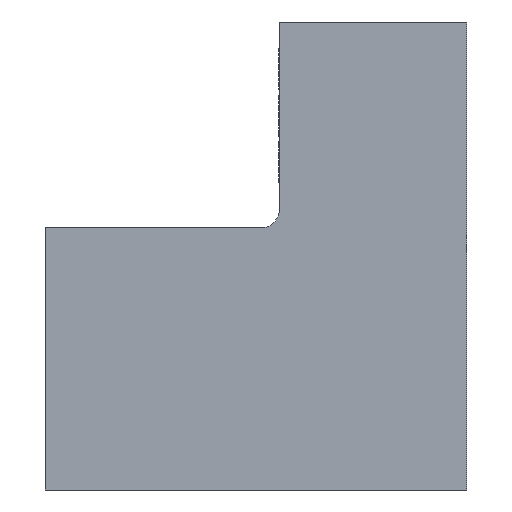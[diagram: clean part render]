
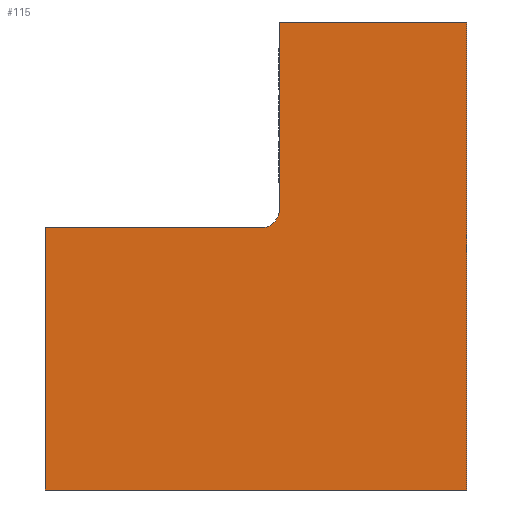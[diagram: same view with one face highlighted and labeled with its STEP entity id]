
A CAD part, left-side view. The second image highlights one B-rep face of the part: STEP entity #115.
In plain terms, the highlighted planar face has unit normal (-1, 0, 0).
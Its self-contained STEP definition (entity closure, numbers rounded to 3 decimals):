
#115 = ADVANCED_FACE( '', ( #237 ), #238, .F. );
#237 = FACE_OUTER_BOUND( '', #359, .T. );
#238 = PLANE( '', #360 );
#359 = EDGE_LOOP( '', ( #588, #589, #590, #591, #592, #593, #594 ) );
#360 = AXIS2_PLACEMENT_3D( '', #595, #596, #597 );
#588 = ORIENTED_EDGE( '', *, *, #602, .F. );
#589 = ORIENTED_EDGE( '', *, *, #606, .T. );
#590 = ORIENTED_EDGE( '', *, *, #618, .F. );
#591 = ORIENTED_EDGE( '', *, *, #624, .F. );
#592 = ORIENTED_EDGE( '', *, *, #626, .F. );
#593 = ORIENTED_EDGE( '', *, *, #632, .F. );
#594 = ORIENTED_EDGE( '', *, *, #634, .F. );
#595 = CARTESIAN_POINT( '', ( 0., 22., 30. ) );
#596 = DIRECTION( '', ( 1., 0., 0. ) );
#597 = DIRECTION( '', ( 0., 0., -1. ) );
#602 = EDGE_CURVE( '', #663, #664, #665, .T. );
#606 = EDGE_CURVE( '', #663, #671, #672, .T. );
#618 = EDGE_CURVE( '', #693, #671, #694, .T. );
#624 = EDGE_CURVE( '', #704, #693, #705, .T. );
#626 = EDGE_CURVE( '', #707, #704, #708, .T. );
#632 = EDGE_CURVE( '', #718, #707, #719, .T. );
#634 = EDGE_CURVE( '', #664, #718, #721, .T. );
#663 = VERTEX_POINT( '', #770 );
#664 = VERTEX_POINT( '', #771 );
#665 = LINE( '', #772, #773 );
#671 = VERTEX_POINT( '', #782 );
#672 = CIRCLE( '', #783, 2. );
#693 = VERTEX_POINT( '', #810 );
#694 = LINE( '', #811, #812 );
#704 = VERTEX_POINT( '', #823 );
#705 = LINE( '', #824, #825 );
#707 = VERTEX_POINT( '', #828 );
#708 = LINE( '', #829, #830 );
#718 = VERTEX_POINT( '', #841 );
#719 = LINE( '', #842, #843 );
#721 = LINE( '', #846, #847 );
#770 = CARTESIAN_POINT( '', ( 0., 20., 30. ) );
#771 = CARTESIAN_POINT( '', ( 0., 20., 50. ) );
#772 = CARTESIAN_POINT( '', ( 0., 20., 30. ) );
#773 = VECTOR( '', #900, 1000. );
#782 = CARTESIAN_POINT( '', ( 0., 22., 28. ) );
#783 = AXIS2_PLACEMENT_3D( '', #904, #905, #906 );
#810 = CARTESIAN_POINT( '', ( 0., 45., 28. ) );
#811 = CARTESIAN_POINT( '', ( 0., 45., 28. ) );
#812 = VECTOR( '', #928, 1000. );
#823 = CARTESIAN_POINT( '', ( 0., 45., 0. ) );
#824 = CARTESIAN_POINT( '', ( 0., 45., 0. ) );
#825 = VECTOR( '', #942, 1000. );
#828 = CARTESIAN_POINT( '', ( 0., 0., 0. ) );
#829 = CARTESIAN_POINT( '', ( 0., 0., 0. ) );
#830 = VECTOR( '', #944, 1000. );
#841 = CARTESIAN_POINT( '', ( 0., 0., 50. ) );
#842 = CARTESIAN_POINT( '', ( 0., 0., 50. ) );
#843 = VECTOR( '', #958, 1000. );
#846 = CARTESIAN_POINT( '', ( 0., 20., 50. ) );
#847 = VECTOR( '', #960, 1000. );
#900 = DIRECTION( '', ( 0., 0., 1. ) );
#904 = CARTESIAN_POINT( '', ( 0., 22., 30. ) );
#905 = DIRECTION( '', ( 1., 0., 0. ) );
#906 = DIRECTION( '', ( 0., 0., -1. ) );
#928 = DIRECTION( '', ( 0., -1., 0. ) );
#942 = DIRECTION( '', ( 0., 0., 1. ) );
#944 = DIRECTION( '', ( 0., 1., 0. ) );
#958 = DIRECTION( '', ( 0., 0., -1. ) );
#960 = DIRECTION( '', ( 0., -1., 0. ) );
